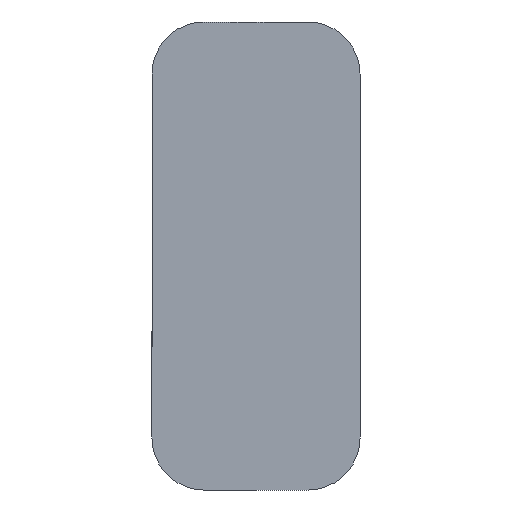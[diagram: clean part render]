
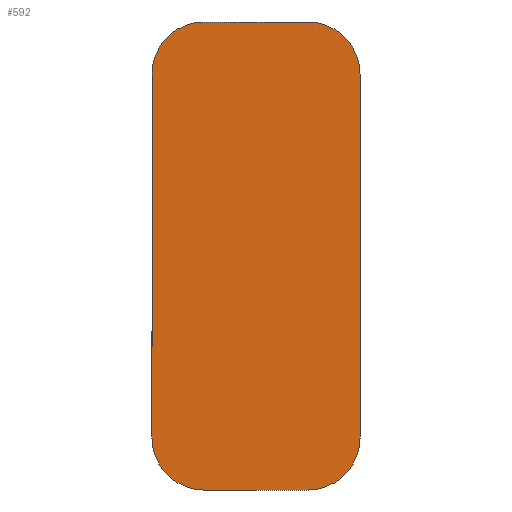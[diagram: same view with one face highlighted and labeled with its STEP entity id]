
A CAD part, front view. The second image highlights one B-rep face of the part: STEP entity #592.
In plain terms, the highlighted planar face has unit normal (0, -1, 0).
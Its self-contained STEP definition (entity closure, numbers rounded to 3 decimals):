
#19 = LINE ( 'NONE', #318, #497 ) ;
#24 = DIRECTION ( 'NONE',  ( 0., 0., 1. ) ) ;
#33 = EDGE_CURVE ( 'NONE', #393, #701, #348, .T. ) ;
#36 = DIRECTION ( 'NONE',  ( 0., 0., 1. ) ) ;
#45 = VERTEX_POINT ( 'NONE', #668 ) ;
#47 = CARTESIAN_POINT ( 'NONE',  ( 6.478, 0., -49.761 ) ) ;
#67 = CARTESIAN_POINT ( 'NONE',  ( -13.522, 0., -39.761 ) ) ;
#101 = ORIENTED_EDGE ( 'NONE', *, *, #143, .F. ) ;
#107 = VERTEX_POINT ( 'NONE', #350 ) ;
#112 = ORIENTED_EDGE ( 'NONE', *, *, #576, .F. ) ;
#121 = LINE ( 'NONE', #583, #159 ) ;
#143 = EDGE_CURVE ( 'NONE', #722, #379, #121, .T. ) ;
#151 = AXIS2_PLACEMENT_3D ( 'NONE', #160, #224, #462 ) ;
#154 = LINE ( 'NONE', #511, #647 ) ;
#159 = VECTOR ( 'NONE', #590, 1000. ) ;
#160 = CARTESIAN_POINT ( 'NONE',  ( -13.522, 0., 30.239 ) ) ;
#174 = DIRECTION ( 'NONE',  ( 0., 0., 1. ) ) ;
#190 = DIRECTION ( 'NONE',  ( 0., 0., 1. ) ) ;
#204 = DIRECTION ( 'NONE',  ( 0., -1., 0. ) ) ;
#206 = ORIENTED_EDGE ( 'NONE', *, *, #691, .T. ) ;
#224 = DIRECTION ( 'NONE',  ( 0., -1., 0. ) ) ;
#255 = PLANE ( 'NONE',  #607 ) ;
#257 = DIRECTION ( 'NONE',  ( 0., 0., 1. ) ) ;
#265 = CARTESIAN_POINT ( 'NONE',  ( -13.522, 0., 40.239 ) ) ;
#279 = CARTESIAN_POINT ( 'NONE',  ( 16.478, 0., -49.761 ) ) ;
#318 = CARTESIAN_POINT ( 'NONE',  ( -23.522, 0., -49.761 ) ) ;
#322 = EDGE_CURVE ( 'NONE', #673, #609, #154, .T. ) ;
#323 = DIRECTION ( 'NONE',  ( 0., -1., 0. ) ) ;
#326 = EDGE_LOOP ( 'NONE', ( #544, #436, #112, #749, #529, #206, #101, #506 ) ) ;
#331 = LINE ( 'NONE', #279, #336 ) ;
#335 = AXIS2_PLACEMENT_3D ( 'NONE', #67, #484, #257 ) ;
#336 = VECTOR ( 'NONE', #744, 1000. ) ;
#348 = CIRCLE ( 'NONE', #474, 10. ) ;
#350 = CARTESIAN_POINT ( 'NONE',  ( 16.478, 0., 30.239 ) ) ;
#375 = AXIS2_PLACEMENT_3D ( 'NONE', #738, #204, #36 ) ;
#379 = VERTEX_POINT ( 'NONE', #480 ) ;
#392 = CARTESIAN_POINT ( 'NONE',  ( 16.478, 0., -39.761 ) ) ;
#393 = VERTEX_POINT ( 'NONE', #47 ) ;
#436 = ORIENTED_EDGE ( 'NONE', *, *, #501, .T. ) ;
#444 = CARTESIAN_POINT ( 'NONE',  ( -23.522, 0., -39.761 ) ) ;
#456 = CARTESIAN_POINT ( 'NONE',  ( 6.478, 0., -39.761 ) ) ;
#462 = DIRECTION ( 'NONE',  ( 0., 0., 1. ) ) ;
#474 = AXIS2_PLACEMENT_3D ( 'NONE', #456, #323, #24 ) ;
#480 = CARTESIAN_POINT ( 'NONE',  ( 6.478, 0., 40.239 ) ) ;
#484 = DIRECTION ( 'NONE',  ( 0., -1., 0. ) ) ;
#486 = DIRECTION ( 'NONE',  ( -1., 0., 0. ) ) ;
#489 = CARTESIAN_POINT ( 'NONE',  ( 0., 0., 0. ) ) ;
#497 = VECTOR ( 'NONE', #486, 1000. ) ;
#501 = EDGE_CURVE ( 'NONE', #673, #45, #761, .T. ) ;
#506 = ORIENTED_EDGE ( 'NONE', *, *, #768, .T. ) ;
#511 = CARTESIAN_POINT ( 'NONE',  ( -23.522, 0., -49.761 ) ) ;
#529 = ORIENTED_EDGE ( 'NONE', *, *, #720, .F. ) ;
#544 = ORIENTED_EDGE ( 'NONE', *, *, #322, .F. ) ;
#552 = DIRECTION ( 'NONE',  ( 0., 1., 0. ) ) ;
#576 = EDGE_CURVE ( 'NONE', #393, #45, #19, .T. ) ;
#583 = CARTESIAN_POINT ( 'NONE',  ( -23.522, 0., 40.239 ) ) ;
#590 = DIRECTION ( 'NONE',  ( 1., 0., 0. ) ) ;
#592 = ADVANCED_FACE ( 'NONE', ( #600 ), #255, .F. ) ;
#596 = CARTESIAN_POINT ( 'NONE',  ( -23.522, 0., 30.239 ) ) ;
#600 = FACE_OUTER_BOUND ( 'NONE', #326, .T. ) ;
#607 = AXIS2_PLACEMENT_3D ( 'NONE', #489, #552, #190 ) ;
#609 = VERTEX_POINT ( 'NONE', #596 ) ;
#620 = CIRCLE ( 'NONE', #151, 10. ) ;
#647 = VECTOR ( 'NONE', #174, 1000. ) ;
#668 = CARTESIAN_POINT ( 'NONE',  ( -13.522, 0., -49.761 ) ) ;
#673 = VERTEX_POINT ( 'NONE', #444 ) ;
#691 = EDGE_CURVE ( 'NONE', #107, #379, #711, .T. ) ;
#701 = VERTEX_POINT ( 'NONE', #392 ) ;
#711 = CIRCLE ( 'NONE', #375, 10. ) ;
#720 = EDGE_CURVE ( 'NONE', #107, #701, #331, .T. ) ;
#722 = VERTEX_POINT ( 'NONE', #265 ) ;
#738 = CARTESIAN_POINT ( 'NONE',  ( 6.478, 0., 30.239 ) ) ;
#744 = DIRECTION ( 'NONE',  ( 0., 0., -1. ) ) ;
#749 = ORIENTED_EDGE ( 'NONE', *, *, #33, .T. ) ;
#761 = CIRCLE ( 'NONE', #335, 10. ) ;
#768 = EDGE_CURVE ( 'NONE', #722, #609, #620, .T. ) ;
